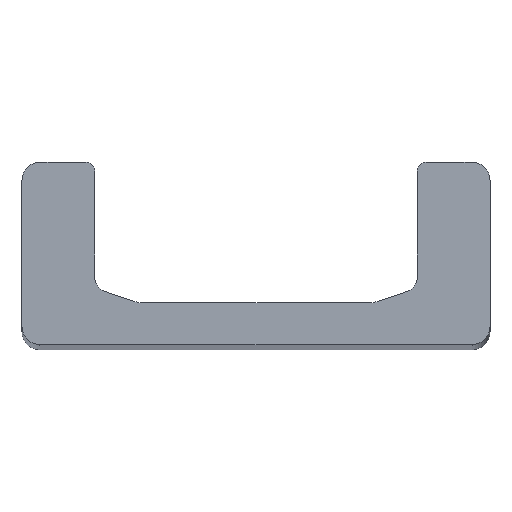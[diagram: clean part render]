
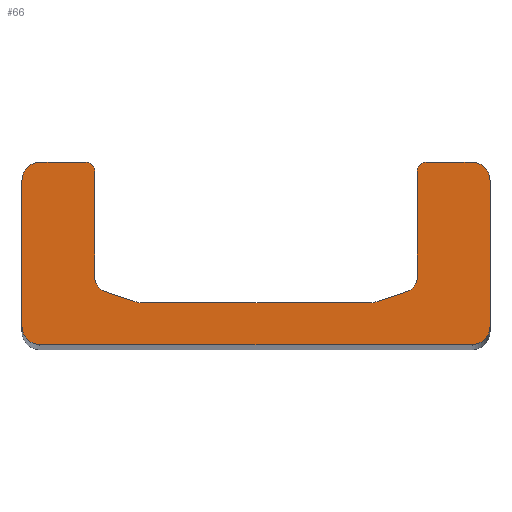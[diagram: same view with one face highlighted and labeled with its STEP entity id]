
A CAD part, top view. The second image highlights one B-rep face of the part: STEP entity #66.
In plain terms, the highlighted planar face has unit normal (0, 0, 1).
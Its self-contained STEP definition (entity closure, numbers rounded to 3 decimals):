
#66=ADVANCED_FACE('',(#109),#110,.T.);
#109=FACE_OUTER_BOUND('',#153,.T.);
#110=PLANE('',#154);
#153=EDGE_LOOP('',(#297,#298,#299,#300,#301,#302,#303,#304,#305,#306,#307,#308,#309,#310,#311,#312,#313,#314,#315,#316));
#154=AXIS2_PLACEMENT_3D('',#317,#318,#319);
#297=ORIENTED_EDGE('',*,*,#343,.F.);
#298=ORIENTED_EDGE('',*,*,#401,.F.);
#299=ORIENTED_EDGE('',*,*,#398,.F.);
#300=ORIENTED_EDGE('',*,*,#395,.F.);
#301=ORIENTED_EDGE('',*,*,#392,.F.);
#302=ORIENTED_EDGE('',*,*,#389,.F.);
#303=ORIENTED_EDGE('',*,*,#386,.F.);
#304=ORIENTED_EDGE('',*,*,#383,.F.);
#305=ORIENTED_EDGE('',*,*,#380,.F.);
#306=ORIENTED_EDGE('',*,*,#377,.F.);
#307=ORIENTED_EDGE('',*,*,#374,.F.);
#308=ORIENTED_EDGE('',*,*,#371,.F.);
#309=ORIENTED_EDGE('',*,*,#368,.F.);
#310=ORIENTED_EDGE('',*,*,#365,.F.);
#311=ORIENTED_EDGE('',*,*,#362,.F.);
#312=ORIENTED_EDGE('',*,*,#359,.F.);
#313=ORIENTED_EDGE('',*,*,#356,.F.);
#314=ORIENTED_EDGE('',*,*,#353,.F.);
#315=ORIENTED_EDGE('',*,*,#350,.F.);
#316=ORIENTED_EDGE('',*,*,#347,.F.);
#317=CARTESIAN_POINT('',(0.,22.1,1000.0));
#318=DIRECTION('',(0.0,0.0,1.0));
#319=DIRECTION('',(1.0,0.0,0.0));
#343=EDGE_CURVE('',#403,#404,#405,.T.);
#347=EDGE_CURVE('',#404,#411,#412,.T.);
#350=EDGE_CURVE('',#411,#416,#417,.T.);
#353=EDGE_CURVE('',#416,#421,#422,.T.);
#356=EDGE_CURVE('',#421,#426,#427,.T.);
#359=EDGE_CURVE('',#426,#431,#432,.T.);
#362=EDGE_CURVE('',#431,#436,#437,.T.);
#365=EDGE_CURVE('',#436,#441,#442,.T.);
#368=EDGE_CURVE('',#441,#446,#447,.T.);
#371=EDGE_CURVE('',#446,#451,#452,.T.);
#374=EDGE_CURVE('',#451,#456,#457,.T.);
#377=EDGE_CURVE('',#456,#461,#462,.T.);
#380=EDGE_CURVE('',#461,#466,#467,.T.);
#383=EDGE_CURVE('',#466,#471,#472,.T.);
#386=EDGE_CURVE('',#471,#476,#477,.T.);
#389=EDGE_CURVE('',#476,#481,#482,.T.);
#392=EDGE_CURVE('',#481,#486,#487,.T.);
#395=EDGE_CURVE('',#486,#491,#492,.T.);
#398=EDGE_CURVE('',#491,#496,#497,.T.);
#401=EDGE_CURVE('',#496,#403,#501,.T.);
#403=VERTEX_POINT('',#503);
#404=VERTEX_POINT('',#504);
#405=LINE('',#505,#506);
#411=VERTEX_POINT('',#515);
#412=CIRCLE('',#516,3.0);
#416=VERTEX_POINT('',#521);
#417=LINE('',#522,#523);
#421=VERTEX_POINT('',#529);
#422=CIRCLE('',#530,5.0);
#426=VERTEX_POINT('',#535);
#427=LINE('',#536,#537);
#431=VERTEX_POINT('',#543);
#432=CIRCLE('',#544,5.0);
#436=VERTEX_POINT('',#549);
#437=LINE('',#550,#551);
#441=VERTEX_POINT('',#557);
#442=CIRCLE('',#558,5.0);
#446=VERTEX_POINT('',#563);
#447=LINE('',#564,#565);
#451=VERTEX_POINT('',#571);
#452=CIRCLE('',#572,5.0);
#456=VERTEX_POINT('',#577);
#457=LINE('',#578,#579);
#461=VERTEX_POINT('',#585);
#462=CIRCLE('',#586,3.0);
#466=VERTEX_POINT('',#591);
#467=LINE('',#592,#593);
#471=VERTEX_POINT('',#599);
#472=CIRCLE('',#600,6.0);
#476=VERTEX_POINT('',#605);
#477=LINE('',#606,#607);
#481=VERTEX_POINT('',#613);
#482=CIRCLE('',#614,6.0);
#486=VERTEX_POINT('',#619);
#487=LINE('',#620,#621);
#491=VERTEX_POINT('',#627);
#492=CIRCLE('',#628,6.0);
#496=VERTEX_POINT('',#633);
#497=LINE('',#634,#635);
#501=CIRCLE('',#641,6.0);
#503=CARTESIAN_POINT('',(-72.6,61.2,1000.0));
#504=CARTESIAN_POINT('',(-57.2,61.2,1000.0));
#505=CARTESIAN_POINT('',(-57.2,61.2,1000.0));
#506=VECTOR('',#643,1.0);
#515=CARTESIAN_POINT('',(-54.2,58.2,1000.0));
#516=AXIS2_PLACEMENT_3D('',#647,#648,#649);
#521=CARTESIAN_POINT('',(-54.2,22.604,1000.0));
#522=CARTESIAN_POINT('',(-54.2,22.604,1000.0));
#523=VECTOR('',#654,1.0);
#529=CARTESIAN_POINT('',(-50.781,17.86,1000.0));
#530=AXIS2_PLACEMENT_3D('',#657,#658,#659);
#535=CARTESIAN_POINT('',(-39.97,14.257,1000.0));
#536=CARTESIAN_POINT('',(-39.97,14.257,1000.0));
#537=VECTOR('',#664,1.0);
#543=CARTESIAN_POINT('',(-38.389,14.0,1000.0));
#544=AXIS2_PLACEMENT_3D('',#667,#668,#669);
#549=CARTESIAN_POINT('',(38.389,14.0,1000.0));
#550=CARTESIAN_POINT('',(38.389,14.0,1000.0));
#551=VECTOR('',#674,1.0);
#557=CARTESIAN_POINT('',(39.97,14.257,1000.0));
#558=AXIS2_PLACEMENT_3D('',#677,#678,#679);
#563=CARTESIAN_POINT('',(50.781,17.86,1000.0));
#564=CARTESIAN_POINT('',(50.781,17.86,1000.0));
#565=VECTOR('',#684,1.0);
#571=CARTESIAN_POINT('',(54.2,22.604,1000.0));
#572=AXIS2_PLACEMENT_3D('',#687,#688,#689);
#577=CARTESIAN_POINT('',(54.2,58.2,1000.0));
#578=CARTESIAN_POINT('',(54.2,58.2,1000.0));
#579=VECTOR('',#694,1.0);
#585=CARTESIAN_POINT('',(57.2,61.2,1000.0));
#586=AXIS2_PLACEMENT_3D('',#697,#698,#699);
#591=CARTESIAN_POINT('',(72.6,61.2,1000.0));
#592=CARTESIAN_POINT('',(72.6,61.2,1000.0));
#593=VECTOR('',#704,1.0);
#599=CARTESIAN_POINT('',(78.6,55.2,1000.0));
#600=AXIS2_PLACEMENT_3D('',#707,#708,#709);
#605=CARTESIAN_POINT('',(78.6,6.0,1000.0));
#606=CARTESIAN_POINT('',(78.6,6.0,1000.0));
#607=VECTOR('',#714,1.0);
#613=CARTESIAN_POINT('',(72.6,0.,1000.0));
#614=AXIS2_PLACEMENT_3D('',#717,#718,#719);
#619=CARTESIAN_POINT('',(-72.6,0.,1000.0));
#620=CARTESIAN_POINT('',(-72.6,0.,1000.0));
#621=VECTOR('',#724,1.0);
#627=CARTESIAN_POINT('',(-78.6,6.,1000.0));
#628=AXIS2_PLACEMENT_3D('',#727,#728,#729);
#633=CARTESIAN_POINT('',(-78.6,55.2,1000.0));
#634=CARTESIAN_POINT('',(-78.6,55.2,1000.0));
#635=VECTOR('',#734,1.0);
#641=AXIS2_PLACEMENT_3D('',#737,#738,#739);
#643=DIRECTION('',(1.0,0.,0.0));
#647=CARTESIAN_POINT('',(-57.2,58.2,1000.0));
#648=DIRECTION('',(0.0,0.0,-1.0));
#649=DIRECTION('',(1.0,0.0,0.0));
#654=DIRECTION('',(0.,-1.0,-0.0));
#657=CARTESIAN_POINT('',(-49.2,22.604,1000.0));
#658=DIRECTION('',(0.0,0.0,1.0));
#659=DIRECTION('',(1.0,0.0,0.0));
#664=DIRECTION('',(0.949,-0.316,0.0));
#667=CARTESIAN_POINT('',(-38.389,19.0,1000.0));
#668=DIRECTION('',(0.0,0.0,1.0));
#669=DIRECTION('',(1.0,0.0,0.0));
#674=DIRECTION('',(1.0,0.,0.0));
#677=CARTESIAN_POINT('',(38.389,19.0,1000.0));
#678=DIRECTION('',(0.0,0.0,1.0));
#679=DIRECTION('',(1.0,0.0,0.0));
#684=DIRECTION('',(0.949,0.316,0.0));
#687=CARTESIAN_POINT('',(49.2,22.604,1000.0));
#688=DIRECTION('',(0.0,0.0,1.0));
#689=DIRECTION('',(1.0,0.0,0.0));
#694=DIRECTION('',(0.,1.0,0.0));
#697=CARTESIAN_POINT('',(57.2,58.2,1000.0));
#698=DIRECTION('',(0.0,0.0,-1.0));
#699=DIRECTION('',(1.0,0.0,0.0));
#704=DIRECTION('',(1.0,0.,0.0));
#707=CARTESIAN_POINT('',(72.6,55.2,1000.0));
#708=DIRECTION('',(0.0,0.0,-1.0));
#709=DIRECTION('',(1.0,0.0,0.0));
#714=DIRECTION('',(-0.0,-1.0,-0.0));
#717=CARTESIAN_POINT('',(72.6,6.0,1000.0));
#718=DIRECTION('',(0.0,0.0,-1.0));
#719=DIRECTION('',(1.0,0.0,0.0));
#724=DIRECTION('',(-1.0,0.,0.0));
#727=CARTESIAN_POINT('',(-72.6,6.0,1000.0));
#728=DIRECTION('',(0.0,0.0,-1.0));
#729=DIRECTION('',(1.0,0.0,0.0));
#734=DIRECTION('',(0.0,1.0,0.0));
#737=CARTESIAN_POINT('',(-72.6,55.2,1000.0));
#738=DIRECTION('',(0.0,0.0,-1.0));
#739=DIRECTION('',(1.0,0.0,0.0));
